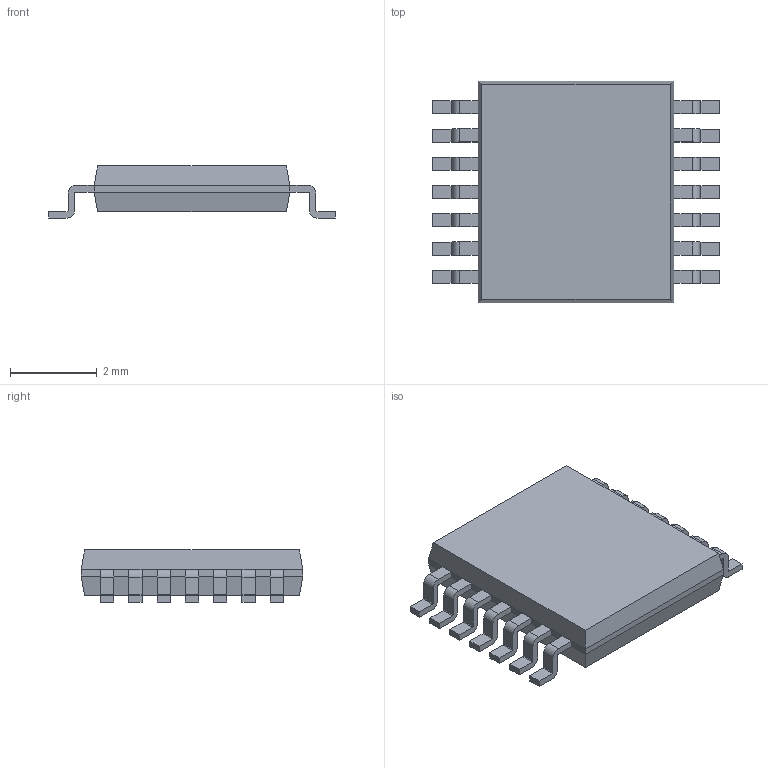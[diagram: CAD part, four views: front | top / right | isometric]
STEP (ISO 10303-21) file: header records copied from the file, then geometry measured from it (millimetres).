
FILE_DESCRIPTION(/* description */ (''),/* implementation_level */ '2;1');
FILE_NAME(/* name */ 'PW0014A.step',/* time_stamp */ '2026-01-09T16:02:45+01:00',/* author */ (''),/* organization */ (''),/* preprocessor_version */ 'ST-DEVELOPER v20.1',/* originating_system */ 'Autodesk Translation Framework v14.17.0.0',/* authorisation */ '');
FILE_SCHEMA (('AUTOMOTIVE_DESIGN { 1 0 10303 214 3 1 1 }'));
Length unit declared in the file: millimetre
Products named in the file (1): (Unsaved)
Bounding box: 6.6 x 5.1 x 1.2 mm (x, y, z)
Volume: 24.4 mm3; surface area: 84 mm2
Topology: 15 solids, 15 shells, 210 faces, 532 edges, 352 vertices
Faces by surface type: plane 154, cylinder 56
Entity records: 6317 total; most frequent: CARTESIAN_POINT 1095, DIRECTION 1066, ORIENTED_EDGE 1064, EDGE_CURVE 532, LINE 420, VECTOR 420, VERTEX_POINT 352, AXIS2_PLACEMENT_3D 323
